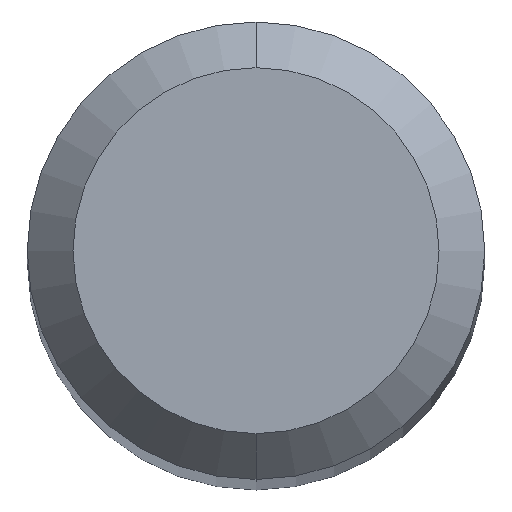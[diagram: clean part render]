
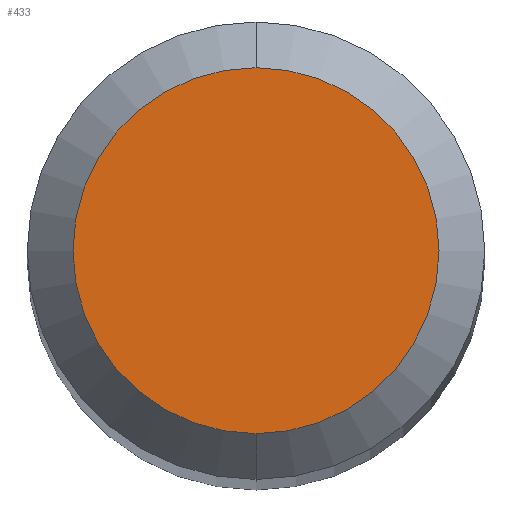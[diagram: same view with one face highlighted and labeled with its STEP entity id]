
A CAD part, top view. The second image highlights one B-rep face of the part: STEP entity #433.
In plain terms, the highlighted planar face has unit normal (0, 0, 1).
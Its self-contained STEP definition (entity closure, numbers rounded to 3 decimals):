
#247=EDGE_CURVE('',#409,#351,#547,.T.);
#351=VERTEX_POINT('',#661);
#373=EDGE_CURVE('',#351,#409,#686,.T.);
#409=VERTEX_POINT('',#725);
#433=ADVANCED_FACE('',(#751),#752,.T.);
#547=CIRCLE('',#1010,1.2);
#661=CARTESIAN_POINT('',(0.,-1.2,0.0));
#686=CIRCLE('',#1267,1.2);
#725=CARTESIAN_POINT('',(0.0,1.2,0.0));
#751=FACE_OUTER_BOUND('',#1356,.T.);
#752=PLANE('',#1357);
#1010=AXIS2_PLACEMENT_3D('',#1478,#1479,#1480);
#1267=AXIS2_PLACEMENT_3D('',#1643,#1644,#1645);
#1356=EDGE_LOOP('',(#1710,#1711));
#1357=AXIS2_PLACEMENT_3D('',#1712,#1713,#1714);
#1478=CARTESIAN_POINT('',(0.0,0.0,0.0));
#1479=DIRECTION('',(0.0,0.0,-1.0));
#1480=DIRECTION('',(0.0,1.0,0.0));
#1643=CARTESIAN_POINT('',(0.0,0.0,0.0));
#1644=DIRECTION('',(0.0,0.0,-1.0));
#1645=DIRECTION('',(0.0,1.0,0.0));
#1710=ORIENTED_EDGE('',*,*,#247,.F.);
#1711=ORIENTED_EDGE('',*,*,#373,.F.);
#1712=CARTESIAN_POINT('',(0.0,0.6,0.0));
#1713=DIRECTION('',(-0.0,0.0,1.0));
#1714=DIRECTION('',(0.0,-1.0,0.0));
